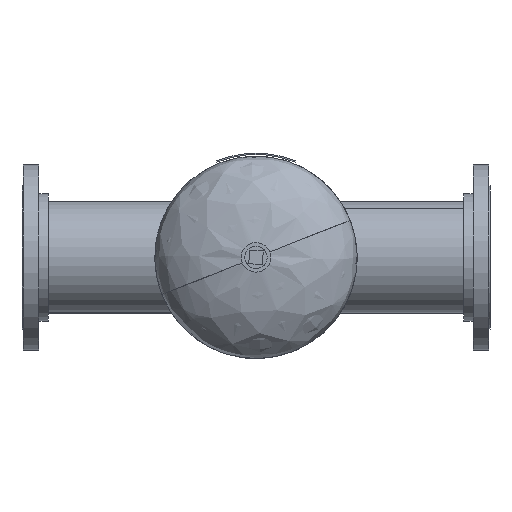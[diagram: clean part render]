
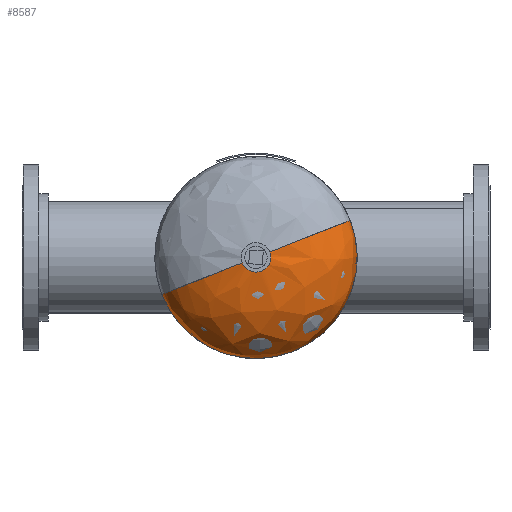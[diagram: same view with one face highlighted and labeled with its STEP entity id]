
A CAD part, front view. The second image highlights one B-rep face of the part: STEP entity #8587.
In plain terms, the highlighted free-form (B-spline) face has degree [3, 3] with [4, 4] control points.
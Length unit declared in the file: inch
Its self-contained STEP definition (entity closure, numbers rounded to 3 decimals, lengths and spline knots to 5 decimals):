
#735 = CARTESIAN_POINT ( 'NONE',  ( -0.75, 4.03808, 0. ) ) ;
#795 = CARTESIAN_POINT ( 'NONE',  ( -6., 1.0125, 0. ) ) ;
#823 = CARTESIAN_POINT ( 'NONE',  ( 0.75, 4.03808, 0. ) ) ;
#861 = CIRCLE ( 'NONE', #3413, 0.75 ) ;
#1017 = VERTEX_POINT ( 'NONE', #4422 ) ;
#1197 = CARTESIAN_POINT ( 'NONE',  ( -3.9, 3.83638, 0. ) ) ;
#1258 = CARTESIAN_POINT ( 'NONE',  ( 0.75, 4.03808, 0. ) ) ;
#1305 = CARTESIAN_POINT ( 'NONE',  ( -0.75, 4.03808, 0. ) ) ;
#1309 = ORIENTED_EDGE ( 'NONE', *, *, #8881, .F. ) ;
#1322 = CARTESIAN_POINT ( 'NONE',  ( 3.9, 3.83638, -7.8 ) ) ;
#1381 = CARTESIAN_POINT ( 'NONE',  ( -3.9, 3.83638, -7.8 ) ) ;
#1643 =( BOUNDED_CURVE ( )  B_SPLINE_CURVE ( 3, ( #823, #8323, #8389, #8497 ),
 .UNSPECIFIED., .F., .T. ) 
 B_SPLINE_CURVE_WITH_KNOTS ( ( 4, 4 ),
 ( 1.69612, 3.14159 ),
 .UNSPECIFIED. ) 
 CURVE ( )  GEOMETRIC_REPRESENTATION_ITEM ( )  RATIONAL_B_SPLINE_CURVE ( ( 1., 0.833, 0.833, 1. ) ) 
 REPRESENTATION_ITEM ( '' )  );
#1826 = VERTEX_POINT ( 'NONE', #8899 ) ;
#1956 = FACE_OUTER_BOUND ( 'NONE', #6604, .T. ) ;
#1995 = EDGE_CURVE ( 'NONE', #11330, #1826, #861, .T. ) ;
#2211 = DIRECTION ( 'NONE',  ( 0., 0., -1. ) ) ;
#2252 = CARTESIAN_POINT ( 'NONE',  ( 3.9, 3.83638, 0. ) ) ;
#2259 = CIRCLE ( 'NONE', #5009, 6. ) ;
#2379 = CARTESIAN_POINT ( 'NONE',  ( -0.75, 4.03808, -1.5 ) ) ;
#2457 = CARTESIAN_POINT ( 'NONE',  ( -6., 2.62614, 0. ) ) ;
#2474 = DIRECTION ( 'NONE',  ( 0., 0., -1. ) ) ;
#2754 = DIRECTION ( 'NONE',  ( 0., 0., -1. ) ) ;
#3009 = EDGE_CURVE ( 'NONE', #9325, #1017, #1643, .T. ) ;
#3188 = VERTEX_POINT ( 'NONE', #6113 ) ;
#3329 = EDGE_CURVE ( 'NONE', #11330, #5557, #10044, .T. ) ;
#3413 = AXIS2_PLACEMENT_3D ( 'NONE', #9768, #6861, #10636 ) ;
#3681 =( BOUNDED_SURFACE ( )  B_SPLINE_SURFACE ( 3, 3, ( 
 ( #9458, #2379, #8832, #1258 ),
 ( #1197, #1381, #1322, #2252 ),
 ( #7035, #5986, #9875, #4089 ),
 ( #4958, #6844, #9751, #7972 ) ),
 .UNSPECIFIED., .F., .F., .F. ) 
 B_SPLINE_SURFACE_WITH_KNOTS ( ( 4, 4 ),
 ( 4, 4 ),
 ( 0., 1. ),
 ( 0., 1. ),
 .UNSPECIFIED. ) 
 GEOMETRIC_REPRESENTATION_ITEM ( )  RATIONAL_B_SPLINE_SURFACE ( (
 ( 1., 0.333, 0.333, 1.),
 ( 0.833, 0.278, 0.278, 0.833),
 ( 0.833, 0.278, 0.278, 0.833),
 ( 1., 0.333, 0.333, 1.) ) ) 
 REPRESENTATION_ITEM ( '' )  SURFACE ( )  );
#3781 = CARTESIAN_POINT ( 'NONE',  ( 0., 1.0125, 0. ) ) ;
#3819 = ORIENTED_EDGE ( 'NONE', *, *, #3329, .F. ) ;
#4032 = AXIS2_PLACEMENT_3D ( 'NONE', #8378, #8187, #2474 ) ;
#4089 = CARTESIAN_POINT ( 'NONE',  ( 6., 2.62614, 0. ) ) ;
#4108 = CARTESIAN_POINT ( 'NONE',  ( 0., 1.0125, 0. ) ) ;
#4137 = ORIENTED_EDGE ( 'NONE', *, *, #5199, .F. ) ;
#4422 = CARTESIAN_POINT ( 'NONE',  ( 6., 1.0125, 0. ) ) ;
#4581 = CIRCLE ( 'NONE', #11460, 6. ) ;
#4937 = CARTESIAN_POINT ( 'NONE',  ( 0.75, 4.03808, 0. ) ) ;
#4958 = CARTESIAN_POINT ( 'NONE',  ( -6., 1.0125, 0. ) ) ;
#5009 = AXIS2_PLACEMENT_3D ( 'NONE', #4108, #6991, #2211 ) ;
#5199 = EDGE_CURVE ( 'NONE', #5557, #3188, #4581, .T. ) ;
#5557 = VERTEX_POINT ( 'NONE', #11101 ) ;
#5701 = ORIENTED_EDGE ( 'NONE', *, *, #1995, .T. ) ;
#5862 = ORIENTED_EDGE ( 'NONE', *, *, #3009, .T. ) ;
#5986 = CARTESIAN_POINT ( 'NONE',  ( -6., 2.62614, -12. ) ) ;
#6113 = CARTESIAN_POINT ( 'NONE',  ( 0., 1.0125, -6. ) ) ;
#6604 = EDGE_LOOP ( 'NONE', ( #3819, #5701, #11358, #5862, #1309, #4137 ) ) ;
#6844 = CARTESIAN_POINT ( 'NONE',  ( -6., 1.0125, -12. ) ) ;
#6861 = DIRECTION ( 'NONE',  ( 0., -1., 0. ) ) ;
#6991 = DIRECTION ( 'NONE',  ( 0., -1., 0. ) ) ;
#7035 = CARTESIAN_POINT ( 'NONE',  ( -6., 2.62614, 0. ) ) ;
#7296 = CARTESIAN_POINT ( 'NONE',  ( -3.9, 3.83638, 0. ) ) ;
#7972 = CARTESIAN_POINT ( 'NONE',  ( 6., 1.0125, 0. ) ) ;
#8187 = DIRECTION ( 'NONE',  ( 0., -1., 0. ) ) ;
#8323 = CARTESIAN_POINT ( 'NONE',  ( 3.9, 3.83638, 0. ) ) ;
#8378 = CARTESIAN_POINT ( 'NONE',  ( 0., 4.03808, 0. ) ) ;
#8389 = CARTESIAN_POINT ( 'NONE',  ( 6., 2.62614, 0. ) ) ;
#8497 = CARTESIAN_POINT ( 'NONE',  ( 6., 1.0125, 0. ) ) ;
#8587 = ADVANCED_FACE ( 'NONE', ( #1956 ), #3681, .F. ) ;
#8832 = CARTESIAN_POINT ( 'NONE',  ( 0.75, 4.03808, -1.5 ) ) ;
#8881 = EDGE_CURVE ( 'NONE', #3188, #1017, #2259, .T. ) ;
#8899 = CARTESIAN_POINT ( 'NONE',  ( 0.27516, 4.03808, -0.6977 ) ) ;
#9325 = VERTEX_POINT ( 'NONE', #4937 ) ;
#9458 = CARTESIAN_POINT ( 'NONE',  ( -0.75, 4.03808, 0. ) ) ;
#9751 = CARTESIAN_POINT ( 'NONE',  ( 6., 1.0125, -12. ) ) ;
#9768 = CARTESIAN_POINT ( 'NONE',  ( 0., 4.03808, 0. ) ) ;
#9875 = CARTESIAN_POINT ( 'NONE',  ( 6., 2.62614, -12. ) ) ;
#10044 =( BOUNDED_CURVE ( )  B_SPLINE_CURVE ( 3, ( #735, #7296, #2457, #795 ),
 .UNSPECIFIED., .F., .T. ) 
 B_SPLINE_CURVE_WITH_KNOTS ( ( 4, 4 ),
 ( 1.69612, 3.14159 ),
 .UNSPECIFIED. ) 
 CURVE ( )  GEOMETRIC_REPRESENTATION_ITEM ( )  RATIONAL_B_SPLINE_CURVE ( ( 1., 0.833, 0.833, 1. ) ) 
 REPRESENTATION_ITEM ( '' )  );
#10636 = DIRECTION ( 'NONE',  ( 0., 0., -1. ) ) ;
#11101 = CARTESIAN_POINT ( 'NONE',  ( -6., 1.0125, 0. ) ) ;
#11184 = DIRECTION ( 'NONE',  ( 0., -1., 0. ) ) ;
#11330 = VERTEX_POINT ( 'NONE', #1305 ) ;
#11358 = ORIENTED_EDGE ( 'NONE', *, *, #12123, .T. ) ;
#11460 = AXIS2_PLACEMENT_3D ( 'NONE', #3781, #11184, #2754 ) ;
#12088 = CIRCLE ( 'NONE', #4032, 0.75 ) ;
#12123 = EDGE_CURVE ( 'NONE', #1826, #9325, #12088, .T. ) ;
